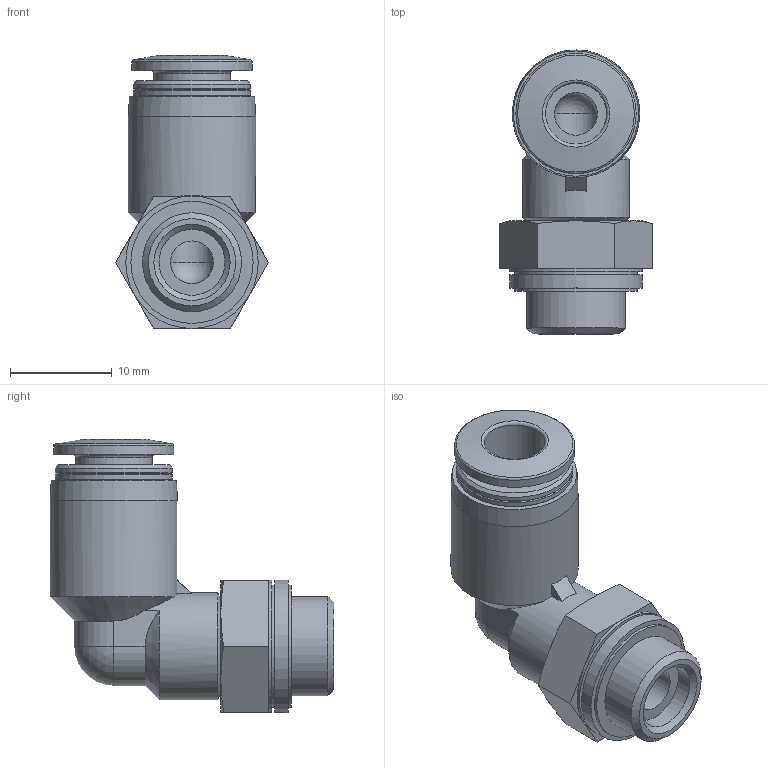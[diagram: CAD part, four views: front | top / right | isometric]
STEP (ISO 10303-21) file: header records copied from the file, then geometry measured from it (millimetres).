
FILE_DESCRIPTION(/* description */ ('STEP AP214'),/* implementation_level */ '2;1');
FILE_NAME(/* name */ '132049_QSL-G1_8-6-100',/* time_stamp */ '2024-09-14T09:28:12+02:00',/* author */ ('License CC BY-ND 4.0'),/* organization */ ('CADENAS'),/* preprocessor_version */ 'ST-DEVELOPER v19.3',/* originating_system */ 'PARTsolutions',/* authorisation */ ' ');
FILE_SCHEMA (('AUTOMOTIVE_DESIGN {1 0 10303 214 3 1 1}'));
Length unit declared in the file: millimetre
Products named in the file (1): 132049 QSL-G1/8-6-100
Bounding box: 15.01 x 27.85 x 26.8 mm (x, y, z)
Volume: 3195.1 mm3; surface area: 2564.3 mm2
Topology: 1 solids, 1 shells, 67 faces, 141 edges, 83 vertices
Faces by surface type: plane 28, cylinder 17, cone 17, torus 3, sphere 2
Full cylindrical faces by diameter (mm): 4.2 x2, 6 x1, 6.485 x1, 7.5 x1, 9.728 x1, 10.5 x1, 11.5 x2, 11.8 x1, 12 x2, 12.5 x1, 13 x2
Entity records: 2109 total; most frequent: CARTESIAN_POINT 318, DIRECTION 282, ORIENTED_EDGE 216, AXIS2_PLACEMENT_3D 126, EDGE_CURVE 108, EDGE_LOOP 105, FACE_BOUND 105, VERTEX_POINT 79
